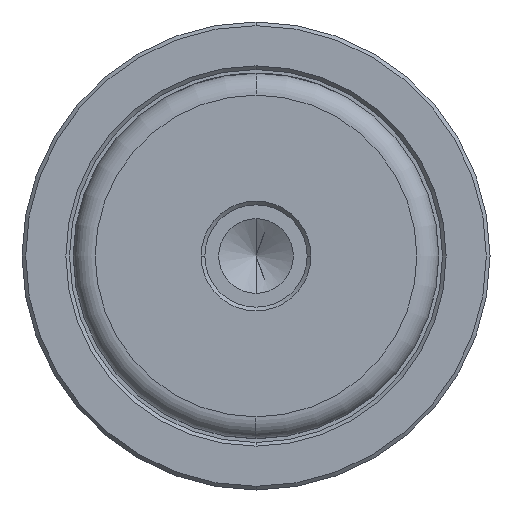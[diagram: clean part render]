
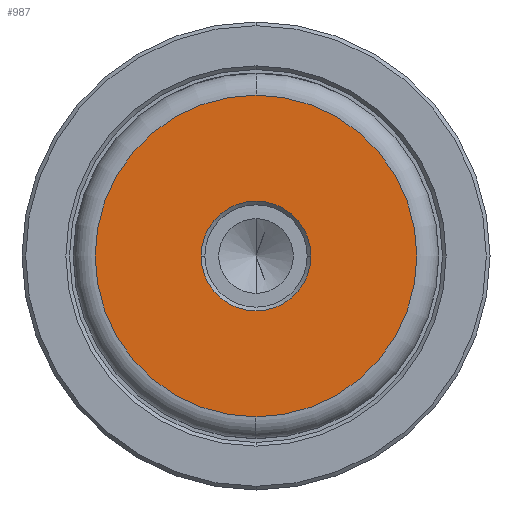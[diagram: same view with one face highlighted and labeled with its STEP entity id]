
A CAD part, left-side view. The second image highlights one B-rep face of the part: STEP entity #987.
In plain terms, the highlighted planar face has unit normal (-1, 0, 0).
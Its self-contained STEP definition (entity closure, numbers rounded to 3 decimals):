
#38 = EDGE_CURVE ( 'NONE', #2037, #56, #968, .T. ) ;
#42 = CARTESIAN_POINT ( 'NONE',  ( 0., 0., -21.997 ) ) ;
#56 = VERTEX_POINT ( 'NONE', #2540 ) ;
#90 = AXIS2_PLACEMENT_3D ( 'NONE', #1741, #518, #2527 ) ;
#185 = CARTESIAN_POINT ( 'NONE',  ( 0., 0., 21.997 ) ) ;
#220 = CIRCLE ( 'NONE', #1855, 7.5 ) ;
#227 = EDGE_CURVE ( 'NONE', #56, #2037, #220, .T. ) ;
#289 = EDGE_CURVE ( 'NONE', #1757, #1227, #2259, .T. ) ;
#368 = FACE_OUTER_BOUND ( 'NONE', #1825, .T. ) ;
#373 = CARTESIAN_POINT ( 'NONE',  ( 0., 0., 0. ) ) ;
#441 = CARTESIAN_POINT ( 'NONE',  ( 0., 0., 0. ) ) ;
#474 = PLANE ( 'NONE',  #2142 ) ;
#518 = DIRECTION ( 'NONE',  ( 1., 0., 0. ) ) ;
#578 = DIRECTION ( 'NONE',  ( 0., 0., 1. ) ) ;
#625 = CARTESIAN_POINT ( 'NONE',  ( 0., 0., 0. ) ) ;
#689 = DIRECTION ( 'NONE',  ( 0., 0., 1. ) ) ;
#783 = AXIS2_PLACEMENT_3D ( 'NONE', #373, #1791, #578 ) ;
#827 = DIRECTION ( 'NONE',  ( 0., 0., 1. ) ) ;
#968 = CIRCLE ( 'NONE', #90, 7.5 ) ;
#987 = ADVANCED_FACE ( 'NONE', ( #2250, #368 ), #474, .T. ) ;
#1074 = DIRECTION ( 'NONE',  ( 0., 0., 1. ) ) ;
#1146 = ORIENTED_EDGE ( 'NONE', *, *, #38, .T. ) ;
#1186 = ORIENTED_EDGE ( 'NONE', *, *, #289, .T. ) ;
#1227 = VERTEX_POINT ( 'NONE', #42 ) ;
#1294 = CIRCLE ( 'NONE', #783, 21.997 ) ;
#1321 = ORIENTED_EDGE ( 'NONE', *, *, #227, .T. ) ;
#1504 = CARTESIAN_POINT ( 'NONE',  ( 0., -7.5, 0. ) ) ;
#1597 = EDGE_CURVE ( 'NONE', #1227, #1757, #1294, .T. ) ;
#1631 = EDGE_LOOP ( 'NONE', ( #1146, #1321 ) ) ;
#1643 = ORIENTED_EDGE ( 'NONE', *, *, #1597, .T. ) ;
#1741 = CARTESIAN_POINT ( 'NONE',  ( 0., 0., 0. ) ) ;
#1757 = VERTEX_POINT ( 'NONE', #185 ) ;
#1791 = DIRECTION ( 'NONE',  ( -1., 0., 0. ) ) ;
#1825 = EDGE_LOOP ( 'NONE', ( #1186, #1643 ) ) ;
#1855 = AXIS2_PLACEMENT_3D ( 'NONE', #625, #2043, #827 ) ;
#1899 = DIRECTION ( 'NONE',  ( -1., 0., 0. ) ) ;
#1997 = AXIS2_PLACEMENT_3D ( 'NONE', #2062, #2284, #1074 ) ;
#2037 = VERTEX_POINT ( 'NONE', #1504 ) ;
#2043 = DIRECTION ( 'NONE',  ( 1., 0., 0. ) ) ;
#2062 = CARTESIAN_POINT ( 'NONE',  ( 0., 0., 0. ) ) ;
#2142 = AXIS2_PLACEMENT_3D ( 'NONE', #441, #1899, #689 ) ;
#2250 = FACE_BOUND ( 'NONE', #1631, .T. ) ;
#2259 = CIRCLE ( 'NONE', #1997, 21.997 ) ;
#2284 = DIRECTION ( 'NONE',  ( -1., 0., 0. ) ) ;
#2527 = DIRECTION ( 'NONE',  ( 0., 0., 1. ) ) ;
#2540 = CARTESIAN_POINT ( 'NONE',  ( 0., 7.5, 0. ) ) ;
